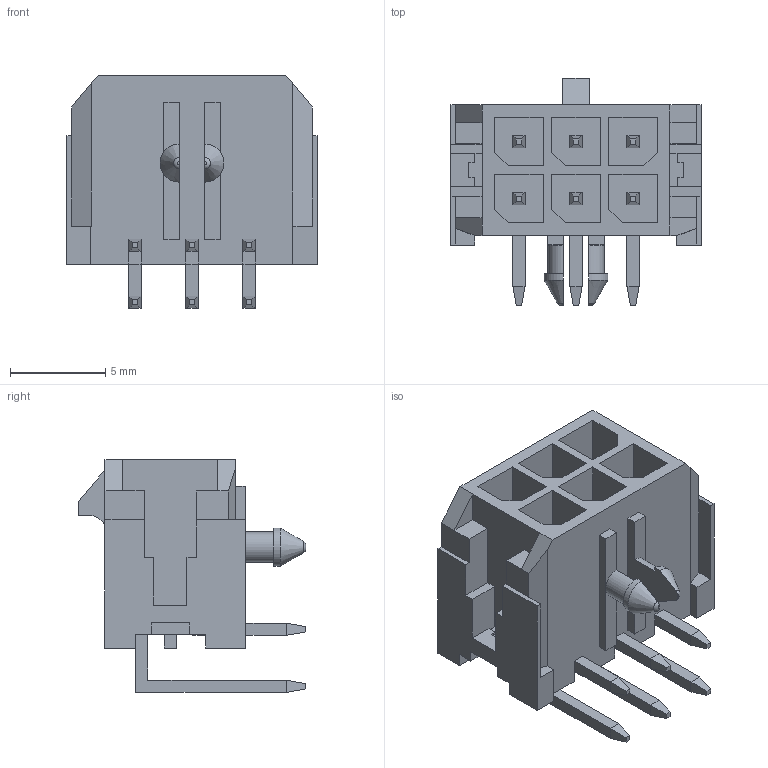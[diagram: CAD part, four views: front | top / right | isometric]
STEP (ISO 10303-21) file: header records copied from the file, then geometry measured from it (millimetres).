
FILE_DESCRIPTION (( 'STEP AP214' ), '1' );
FILE_NAME ('Molex Micro-Fit 3.0 6-pin Right Angle Receptacle- 430450600.STEP', '2015-05-13T06:15:01', ( '' ), ( '' ), 'SwSTEP 2.0', 'SolidWorks 2014', '' );
FILE_SCHEMA (( 'AUTOMOTIVE_DESIGN' ));
Length unit declared in the file: inch
Products named in the file (1): Molex Micro-Fit 3.0 6-pin Right Angle Receptacle- 430450600
Bounding box: 13.15 x 11.95 x 12.24 mm (x, y, z)
Volume: 562.8 mm3; surface area: 1275.8 mm2
Topology: 1 solids, 1 shells, 344 faces, 876 edges, 549 vertices
Faces by surface type: plane 335, cylinder 5, cone 2, torus 2
Entity records: 11640 total; most frequent: CARTESIAN_POINT 1770, ORIENTED_EDGE 1752, DIRECTION 1586, EDGE_CURVE 876, VECTOR 856, LINE 856, VERTEX_POINT 549, AXIS2_PLACEMENT_3D 365
